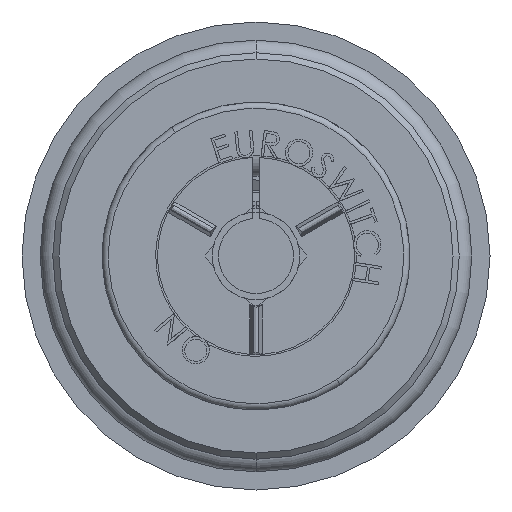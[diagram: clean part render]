
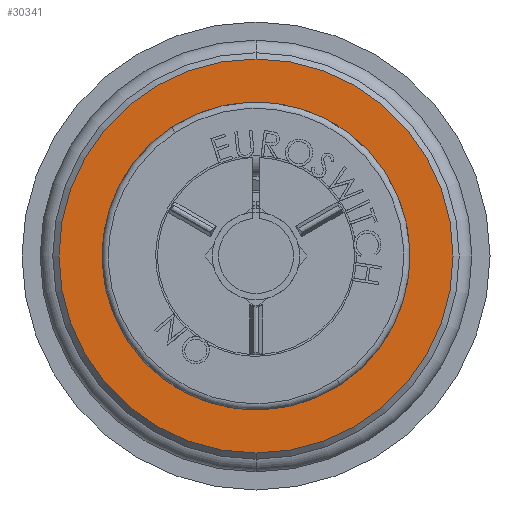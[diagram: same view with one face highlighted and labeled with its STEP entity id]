
A CAD part, front view. The second image highlights one B-rep face of the part: STEP entity #30341.
In plain terms, the highlighted planar face has unit normal (0, -1, 0).
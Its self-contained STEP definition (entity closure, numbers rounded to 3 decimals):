
#219 = CARTESIAN_POINT ( 'NONE',  ( 0., 154.3, -12.5 ) ) ;
#657 = CARTESIAN_POINT ( 'NONE',  ( 0., 154.3, 0. ) ) ;
#808 = CARTESIAN_POINT ( 'NONE',  ( 0., 154.3, 0. ) ) ;
#2552 = DIRECTION ( 'NONE',  ( 0., 0., 1. ) ) ;
#4479 = CARTESIAN_POINT ( 'NONE',  ( 0., 154.3, 16. ) ) ;
#5406 = CARTESIAN_POINT ( 'NONE',  ( 0., 154.3, -16. ) ) ;
#6286 = CIRCLE ( 'NONE', #23926, 16. ) ;
#6801 = VERTEX_POINT ( 'NONE', #5406 ) ;
#8649 = AXIS2_PLACEMENT_3D ( 'NONE', #657, #28039, #25053 ) ;
#10176 = DIRECTION ( 'NONE',  ( 0., 0., 1. ) ) ;
#10505 = AXIS2_PLACEMENT_3D ( 'NONE', #31111, #45303, #10176 ) ;
#10972 = FACE_OUTER_BOUND ( 'NONE', #19638, .T. ) ;
#12260 = EDGE_CURVE ( 'NONE', #44857, #29002, #43568, .T. ) ;
#12916 = CIRCLE ( 'NONE', #19538, 16. ) ;
#14143 = EDGE_CURVE ( 'NONE', #6801, #29431, #6286, .T. ) ;
#14685 = PLANE ( 'NONE',  #26800 ) ;
#15573 = DIRECTION ( 'NONE',  ( 0., -1., 0. ) ) ;
#16655 = EDGE_CURVE ( 'NONE', #29002, #44857, #28492, .T. ) ;
#19538 = AXIS2_PLACEMENT_3D ( 'NONE', #27115, #24369, #37452 ) ;
#19638 = EDGE_LOOP ( 'NONE', ( #39247, #38953 ) ) ;
#20732 = CARTESIAN_POINT ( 'NONE',  ( 0., 154.3, 12.5 ) ) ;
#23926 = AXIS2_PLACEMENT_3D ( 'NONE', #808, #15573, #28903 ) ;
#24369 = DIRECTION ( 'NONE',  ( 0., -1., 0. ) ) ;
#25053 = DIRECTION ( 'NONE',  ( 0., 0., 1. ) ) ;
#26800 = AXIS2_PLACEMENT_3D ( 'NONE', #43362, #37294, #2552 ) ;
#27115 = CARTESIAN_POINT ( 'NONE',  ( 0., 154.3, 0. ) ) ;
#28039 = DIRECTION ( 'NONE',  ( 0., -1., 0. ) ) ;
#28492 = CIRCLE ( 'NONE', #8649, 12.5 ) ;
#28903 = DIRECTION ( 'NONE',  ( 0., 0., 1. ) ) ;
#29002 = VERTEX_POINT ( 'NONE', #20732 ) ;
#29431 = VERTEX_POINT ( 'NONE', #4479 ) ;
#30341 = ADVANCED_FACE ( 'NONE', ( #10972, #39003 ), #14685, .F. ) ;
#30721 = EDGE_CURVE ( 'NONE', #29431, #6801, #12916, .T. ) ;
#31111 = CARTESIAN_POINT ( 'NONE',  ( 0., 154.3, 0. ) ) ;
#37149 = ORIENTED_EDGE ( 'NONE', *, *, #12260, .F. ) ;
#37294 = DIRECTION ( 'NONE',  ( 0., 1., 0. ) ) ;
#37452 = DIRECTION ( 'NONE',  ( 0., 0., 1. ) ) ;
#38953 = ORIENTED_EDGE ( 'NONE', *, *, #14143, .T. ) ;
#39003 = FACE_BOUND ( 'NONE', #44621, .T. ) ;
#39247 = ORIENTED_EDGE ( 'NONE', *, *, #30721, .T. ) ;
#43362 = CARTESIAN_POINT ( 'NONE',  ( 0., 154.3, 0. ) ) ;
#43568 = CIRCLE ( 'NONE', #10505, 12.5 ) ;
#44621 = EDGE_LOOP ( 'NONE', ( #37149, #45023 ) ) ;
#44857 = VERTEX_POINT ( 'NONE', #219 ) ;
#45023 = ORIENTED_EDGE ( 'NONE', *, *, #16655, .F. ) ;
#45303 = DIRECTION ( 'NONE',  ( 0., -1., 0. ) ) ;
